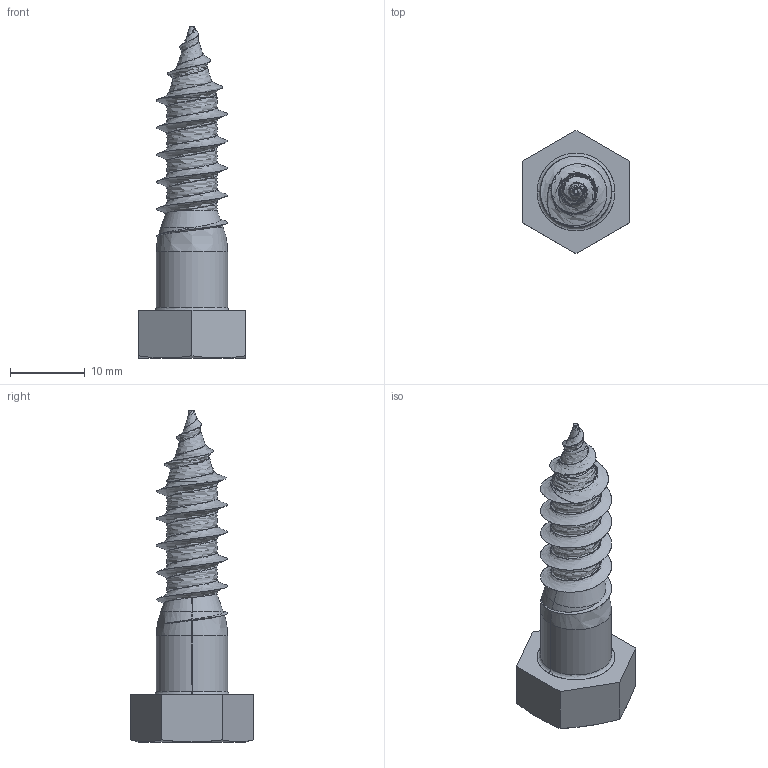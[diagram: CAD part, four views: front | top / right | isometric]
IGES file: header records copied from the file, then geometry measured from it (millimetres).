
Start section: SolidWorks IGES file using analytic representation for surfaces
Global section: file name: B00137DXHG.3D.IGS; native system: SolidWorks 2010; preprocessor: SolidWorks 2010; author: yt00503; date: 131028.125036; units: inch
Bounding box: 14.29 x 16.5 x 44.45 mm (x, y, z)
Surface area: 1688.6 mm2 (no closed solid volume)
Topology: 0 solids, 0 shells, 35 faces, 508 edges, 508 vertices
Faces by surface type: bspline 23, revolution 12
